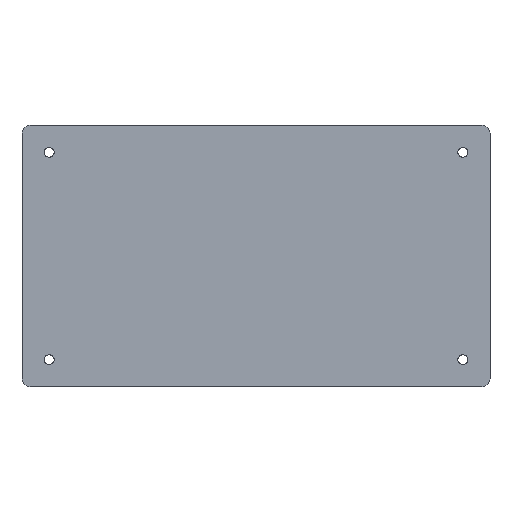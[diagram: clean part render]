
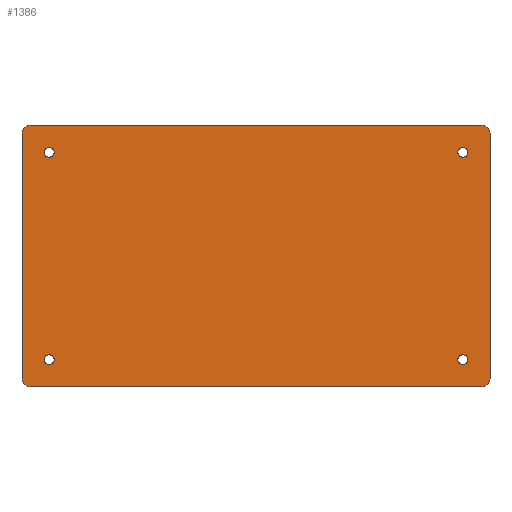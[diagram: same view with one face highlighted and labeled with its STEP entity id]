
A CAD part, front view. The second image highlights one B-rep face of the part: STEP entity #1386.
In plain terms, the highlighted planar face has unit normal (0, -1, 0).
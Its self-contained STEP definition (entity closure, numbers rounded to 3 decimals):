
#23=FACE_BOUND('',#220,.T.);
#24=FACE_BOUND('',#221,.T.);
#25=FACE_BOUND('',#222,.T.);
#26=FACE_BOUND('',#223,.T.);
#67=PLANE('',#1534);
#139=FACE_OUTER_BOUND('',#219,.T.);
#219=EDGE_LOOP('',(#1272,#1273,#1274,#1275,#1276,#1277,#1278,#1279));
#220=EDGE_LOOP('',(#1280));
#221=EDGE_LOOP('',(#1281));
#222=EDGE_LOOP('',(#1282));
#223=EDGE_LOOP('',(#1283));
#241=LINE('',#2011,#377);
#353=LINE('',#2325,#489);
#356=LINE('',#2333,#492);
#359=LINE('',#2342,#495);
#377=VECTOR('',#1590,10.);
#489=VECTOR('',#1916,10.);
#492=VECTOR('',#1925,10.);
#495=VECTOR('',#1938,10.);
#550=CIRCLE('',#1516,1.5);
#551=CIRCLE('',#1518,1.5);
#552=CIRCLE('',#1520,1.5);
#553=CIRCLE('',#1522,1.5);
#554=CIRCLE('',#1524,2.5);
#555=CIRCLE('',#1527,2.5);
#556=CIRCLE('',#1530,2.5);
#557=CIRCLE('',#1532,2.5);
#590=VERTEX_POINT('',#2008);
#591=VERTEX_POINT('',#2010);
#680=VERTEX_POINT('',#2302);
#681=VERTEX_POINT('',#2306);
#682=VERTEX_POINT('',#2310);
#683=VERTEX_POINT('',#2314);
#684=VERTEX_POINT('',#2318);
#685=VERTEX_POINT('',#2320);
#686=VERTEX_POINT('',#2324);
#687=VERTEX_POINT('',#2328);
#688=VERTEX_POINT('',#2332);
#689=VERTEX_POINT('',#2338);
#723=EDGE_CURVE('',#591,#590,#241,.T.);
#867=EDGE_CURVE('',#680,#680,#550,.T.);
#869=EDGE_CURVE('',#681,#681,#551,.T.);
#871=EDGE_CURVE('',#682,#682,#552,.T.);
#873=EDGE_CURVE('',#683,#683,#553,.T.);
#876=EDGE_CURVE('',#685,#684,#554,.T.);
#878=EDGE_CURVE('',#686,#685,#353,.T.);
#880=EDGE_CURVE('',#687,#686,#555,.T.);
#882=EDGE_CURVE('',#688,#687,#356,.T.);
#884=EDGE_CURVE('',#590,#688,#556,.T.);
#885=EDGE_CURVE('',#689,#591,#557,.T.);
#887=EDGE_CURVE('',#684,#689,#359,.T.);
#1272=ORIENTED_EDGE('',*,*,#887,.T.);
#1273=ORIENTED_EDGE('',*,*,#885,.T.);
#1274=ORIENTED_EDGE('',*,*,#723,.T.);
#1275=ORIENTED_EDGE('',*,*,#884,.T.);
#1276=ORIENTED_EDGE('',*,*,#882,.T.);
#1277=ORIENTED_EDGE('',*,*,#880,.T.);
#1278=ORIENTED_EDGE('',*,*,#878,.T.);
#1279=ORIENTED_EDGE('',*,*,#876,.T.);
#1280=ORIENTED_EDGE('',*,*,#873,.T.);
#1281=ORIENTED_EDGE('',*,*,#871,.T.);
#1282=ORIENTED_EDGE('',*,*,#869,.T.);
#1283=ORIENTED_EDGE('',*,*,#867,.T.);
#1386=ADVANCED_FACE('',(#139,#23,#24,#25,#26),#67,.T.);
#1516=AXIS2_PLACEMENT_3D('',#2303,#1890,#1891);
#1518=AXIS2_PLACEMENT_3D('',#2307,#1895,#1896);
#1520=AXIS2_PLACEMENT_3D('',#2311,#1900,#1901);
#1522=AXIS2_PLACEMENT_3D('',#2315,#1905,#1906);
#1524=AXIS2_PLACEMENT_3D('',#2321,#1911,#1912);
#1527=AXIS2_PLACEMENT_3D('',#2329,#1920,#1921);
#1530=AXIS2_PLACEMENT_3D('',#2336,#1929,#1930);
#1532=AXIS2_PLACEMENT_3D('',#2339,#1933,#1934);
#1534=AXIS2_PLACEMENT_3D('',#2343,#1939,#1940);
#1590=DIRECTION('',(1.,0.,0.));
#1890=DIRECTION('center_axis',(0.,1.,0.));
#1891=DIRECTION('ref_axis',(1.,0.,0.));
#1895=DIRECTION('center_axis',(0.,1.,0.));
#1896=DIRECTION('ref_axis',(1.,0.,0.));
#1900=DIRECTION('center_axis',(0.,1.,0.));
#1901=DIRECTION('ref_axis',(1.,0.,0.));
#1905=DIRECTION('center_axis',(0.,1.,0.));
#1906=DIRECTION('ref_axis',(1.,0.,0.));
#1911=DIRECTION('center_axis',(0.,-1.,0.));
#1912=DIRECTION('ref_axis',(0.,0.,1.));
#1916=DIRECTION('',(-1.,0.,0.));
#1920=DIRECTION('center_axis',(0.,-1.,0.));
#1921=DIRECTION('ref_axis',(1.,0.,0.));
#1925=DIRECTION('',(0.,0.,1.));
#1929=DIRECTION('center_axis',(0.,-1.,0.));
#1930=DIRECTION('ref_axis',(0.,0.,-1.));
#1933=DIRECTION('center_axis',(0.,-1.,0.));
#1934=DIRECTION('ref_axis',(-1.,0.,0.));
#1938=DIRECTION('',(0.,0.,-1.));
#1939=DIRECTION('center_axis',(0.,-1.,0.));
#1940=DIRECTION('ref_axis',(1.,0.,0.));
#2008=CARTESIAN_POINT('',(139.658,-7.5,-79.5));
#2010=CARTESIAN_POINT('',(2.5,-7.5,-79.5));
#2011=CARTESIAN_POINT('',(2.5,-7.5,-79.5));
#2302=CARTESIAN_POINT('',(6.75,-7.5,-71.25));
#2303=CARTESIAN_POINT('Origin',(8.25,-7.5,-71.25));
#2306=CARTESIAN_POINT('',(6.75,-7.5,-8.25));
#2307=CARTESIAN_POINT('Origin',(8.25,-7.5,-8.25));
#2310=CARTESIAN_POINT('',(132.408,-7.5,-71.25));
#2311=CARTESIAN_POINT('Origin',(133.908,-7.5,-71.25));
#2314=CARTESIAN_POINT('',(132.408,-7.5,-8.25));
#2315=CARTESIAN_POINT('Origin',(133.908,-7.5,-8.25));
#2318=CARTESIAN_POINT('',(0.,-7.5,-2.5));
#2320=CARTESIAN_POINT('',(2.5,-7.5,0.));
#2321=CARTESIAN_POINT('Origin',(2.5,-7.5,-2.5));
#2324=CARTESIAN_POINT('',(139.658,-7.5,0.));
#2325=CARTESIAN_POINT('',(139.658,-7.5,0.));
#2328=CARTESIAN_POINT('',(142.158,-7.5,-2.5));
#2329=CARTESIAN_POINT('Origin',(139.658,-7.5,-2.5));
#2332=CARTESIAN_POINT('',(142.158,-7.5,-77.));
#2333=CARTESIAN_POINT('',(142.158,-7.5,-77.));
#2336=CARTESIAN_POINT('Origin',(139.658,-7.5,-77.));
#2338=CARTESIAN_POINT('',(0.,-7.5,-77.));
#2339=CARTESIAN_POINT('Origin',(2.5,-7.5,-77.));
#2342=CARTESIAN_POINT('',(0.,-7.5,-2.5));
#2343=CARTESIAN_POINT('Origin',(71.079,-7.5,-39.75));
